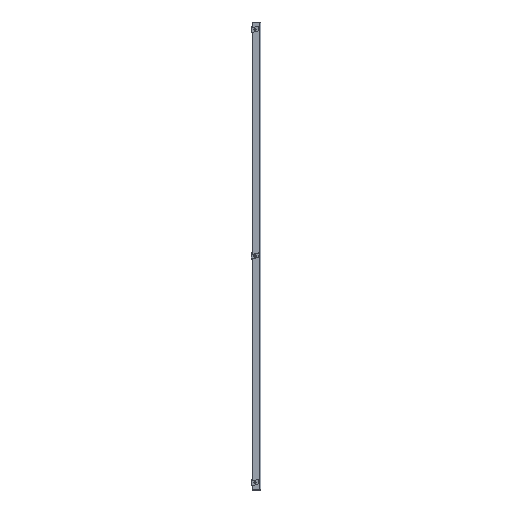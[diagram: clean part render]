
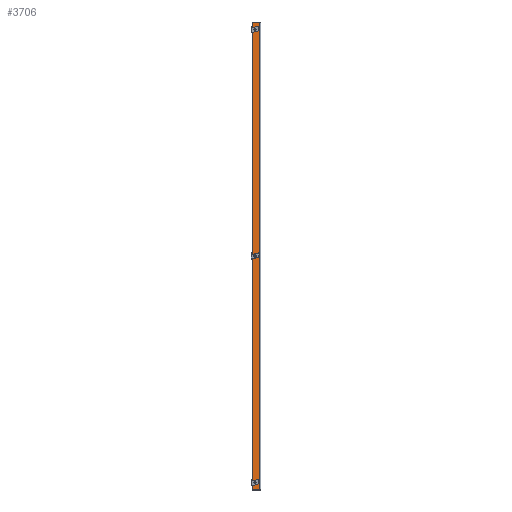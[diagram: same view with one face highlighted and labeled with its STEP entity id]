
A CAD part, left-side view. The second image highlights one B-rep face of the part: STEP entity #3706.
In plain terms, the highlighted planar face has unit normal (-1, 0, 0).
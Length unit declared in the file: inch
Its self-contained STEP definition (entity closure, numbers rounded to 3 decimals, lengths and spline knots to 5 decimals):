
#684 = PLANE ( 'NONE',  #2720 ) ;
#1001 = DIRECTION ( 'NONE',  ( 0., 1., 0. ) ) ;
#1252 = DIRECTION ( 'NONE',  ( 1., 0., 0. ) ) ;
#1638 = CIRCLE ( 'NONE', #14819, 0.2185 ) ;
#1706 = ORIENTED_EDGE ( 'NONE', *, *, #13655, .T. ) ;
#1870 = LINE ( 'NONE', #10264, #26584 ) ;
#2204 = LINE ( 'NONE', #10602, #14654 ) ;
#2644 = CIRCLE ( 'NONE', #19754, 0.2185 ) ;
#2720 = AXIS2_PLACEMENT_3D ( 'NONE', #19635, #19376, #13327 ) ;
#2891 = CARTESIAN_POINT ( 'NONE',  ( -20.84, 1., -38.125 ) ) ;
#3252 = CIRCLE ( 'NONE', #26055, 0.2185 ) ;
#3638 = ORIENTED_EDGE ( 'NONE', *, *, #16417, .F. ) ;
#3656 = EDGE_CURVE ( 'NONE', #12545, #12200, #26067, .T. ) ;
#3706 = ADVANCED_FACE ( 'NONE', ( #4679, #21430, #17445, #21698 ), #684, .T. ) ;
#3914 = VERTEX_POINT ( 'NONE', #11677 ) ;
#4009 = CIRCLE ( 'NONE', #7520, 0.2185 ) ;
#4679 = FACE_OUTER_BOUND ( 'NONE', #9822, .T. ) ;
#4715 = EDGE_CURVE ( 'NONE', #12716, #25548, #4009, .T. ) ;
#4720 = EDGE_CURVE ( 'NONE', #12545, #18973, #24712, .T. ) ;
#4842 = EDGE_CURVE ( 'NONE', #3914, #22348, #2644, .T. ) ;
#5114 = DIRECTION ( 'NONE',  ( 1., 0., 0. ) ) ;
#5154 = CIRCLE ( 'NONE', #9980, 0.2185 ) ;
#5458 = ORIENTED_EDGE ( 'NONE', *, *, #4720, .T. ) ;
#5916 = DIRECTION ( 'NONE',  ( 0., 0., -1. ) ) ;
#6344 = CIRCLE ( 'NONE', #10294, 0.2185 ) ;
#6804 = EDGE_LOOP ( 'NONE', ( #8277, #1706 ) ) ;
#7080 = ORIENTED_EDGE ( 'NONE', *, *, #4715, .T. ) ;
#7520 = AXIS2_PLACEMENT_3D ( 'NONE', #9914, #1252, #18281 ) ;
#8277 = ORIENTED_EDGE ( 'NONE', *, *, #4842, .T. ) ;
#9075 = DIRECTION ( 'NONE',  ( 0., -1., 0. ) ) ;
#9120 = VERTEX_POINT ( 'NONE', #12083 ) ;
#9321 = CARTESIAN_POINT ( 'NONE',  ( -20.84, 1.2185, 38.125 ) ) ;
#9450 = ORIENTED_EDGE ( 'NONE', *, *, #3656, .F. ) ;
#9822 = EDGE_LOOP ( 'NONE', ( #9450, #5458, #3638, #16976 ) ) ;
#9868 = EDGE_CURVE ( 'NONE', #25548, #12716, #3252, .T. ) ;
#9914 = CARTESIAN_POINT ( 'NONE',  ( -20.84, 1., 38.125 ) ) ;
#9980 = AXIS2_PLACEMENT_3D ( 'NONE', #24201, #13513, #1001 ) ;
#10264 = CARTESIAN_POINT ( 'NONE',  ( -20.84, 0.185, 39.375 ) ) ;
#10294 = AXIS2_PLACEMENT_3D ( 'NONE', #26210, #13730, #22094 ) ;
#10602 = CARTESIAN_POINT ( 'NONE',  ( -20.84, 0.125, -39.375 ) ) ;
#10680 = EDGE_LOOP ( 'NONE', ( #26934, #15493 ) ) ;
#10884 = DIRECTION ( 'NONE',  ( 0., 1., 0. ) ) ;
#11281 = DIRECTION ( 'NONE',  ( 0., 1., 0. ) ) ;
#11412 = DIRECTION ( 'NONE',  ( 1., 0., 0. ) ) ;
#11677 = CARTESIAN_POINT ( 'NONE',  ( -20.84, 1.2185, 0. ) ) ;
#12083 = CARTESIAN_POINT ( 'NONE',  ( -20.84, 0.185, -39.375 ) ) ;
#12200 = VERTEX_POINT ( 'NONE', #17461 ) ;
#12545 = VERTEX_POINT ( 'NONE', #12644 ) ;
#12644 = CARTESIAN_POINT ( 'NONE',  ( -20.84, 1.5, 39.375 ) ) ;
#12716 = VERTEX_POINT ( 'NONE', #9321 ) ;
#12916 = EDGE_CURVE ( 'NONE', #12200, #9120, #1870, .T. ) ;
#13327 = DIRECTION ( 'NONE',  ( 0., 1., 0. ) ) ;
#13513 = DIRECTION ( 'NONE',  ( 1., 0., 0. ) ) ;
#13655 = EDGE_CURVE ( 'NONE', #22348, #3914, #5154, .T. ) ;
#13730 = DIRECTION ( 'NONE',  ( 1., 0., 0. ) ) ;
#14160 = CARTESIAN_POINT ( 'NONE',  ( -20.84, 1.5, -39.375 ) ) ;
#14392 = CARTESIAN_POINT ( 'NONE',  ( -20.84, 1.5, -39.375 ) ) ;
#14654 = VECTOR ( 'NONE', #25263, 39.37008 ) ;
#14819 = AXIS2_PLACEMENT_3D ( 'NONE', #2891, #11412, #11281 ) ;
#15493 = ORIENTED_EDGE ( 'NONE', *, *, #24206, .T. ) ;
#15696 = CARTESIAN_POINT ( 'NONE',  ( -20.84, 0.7815, -38.125 ) ) ;
#16417 = EDGE_CURVE ( 'NONE', #9120, #18973, #2204, .T. ) ;
#16574 = EDGE_CURVE ( 'NONE', #23248, #22529, #6344, .T. ) ;
#16667 = VECTOR ( 'NONE', #5916, 39.37008 ) ;
#16976 = ORIENTED_EDGE ( 'NONE', *, *, #12916, .F. ) ;
#17005 = CARTESIAN_POINT ( 'NONE',  ( -20.84, 1.2185, -38.125 ) ) ;
#17182 = CARTESIAN_POINT ( 'NONE',  ( -20.84, 0.125, 39.375 ) ) ;
#17445 = FACE_BOUND ( 'NONE', #10680, .T. ) ;
#17461 = CARTESIAN_POINT ( 'NONE',  ( -20.84, 0.185, 39.375 ) ) ;
#18281 = DIRECTION ( 'NONE',  ( 0., 1., 0. ) ) ;
#18631 = DIRECTION ( 'NONE',  ( 0., 0., -1. ) ) ;
#18966 = CARTESIAN_POINT ( 'NONE',  ( -20.84, 1., 0. ) ) ;
#18973 = VERTEX_POINT ( 'NONE', #14392 ) ;
#19376 = DIRECTION ( 'NONE',  ( -1., 0., 0. ) ) ;
#19635 = CARTESIAN_POINT ( 'NONE',  ( -20.84, 0.1105, -39.375 ) ) ;
#19754 = AXIS2_PLACEMENT_3D ( 'NONE', #18966, #20888, #10884 ) ;
#20081 = DIRECTION ( 'NONE',  ( 0., 1., 0. ) ) ;
#20157 = ORIENTED_EDGE ( 'NONE', *, *, #9868, .T. ) ;
#20527 = EDGE_LOOP ( 'NONE', ( #7080, #20157 ) ) ;
#20888 = DIRECTION ( 'NONE',  ( 1., 0., 0. ) ) ;
#20923 = CARTESIAN_POINT ( 'NONE',  ( -20.84, 0.7815, 0. ) ) ;
#21430 = FACE_BOUND ( 'NONE', #6804, .T. ) ;
#21698 = FACE_BOUND ( 'NONE', #20527, .T. ) ;
#22094 = DIRECTION ( 'NONE',  ( 0., 1., 0. ) ) ;
#22134 = CARTESIAN_POINT ( 'NONE',  ( -20.84, 1., 38.125 ) ) ;
#22348 = VERTEX_POINT ( 'NONE', #20923 ) ;
#22529 = VERTEX_POINT ( 'NONE', #15696 ) ;
#23248 = VERTEX_POINT ( 'NONE', #17005 ) ;
#24201 = CARTESIAN_POINT ( 'NONE',  ( -20.84, 1., 0. ) ) ;
#24206 = EDGE_CURVE ( 'NONE', #22529, #23248, #1638, .T. ) ;
#24608 = VECTOR ( 'NONE', #9075, 39.37008 ) ;
#24712 = LINE ( 'NONE', #14160, #16667 ) ;
#24723 = CARTESIAN_POINT ( 'NONE',  ( -20.84, 0.7815, 38.125 ) ) ;
#25263 = DIRECTION ( 'NONE',  ( 0., 1., 0. ) ) ;
#25548 = VERTEX_POINT ( 'NONE', #24723 ) ;
#26055 = AXIS2_PLACEMENT_3D ( 'NONE', #22134, #5114, #20081 ) ;
#26067 = LINE ( 'NONE', #17182, #24608 ) ;
#26210 = CARTESIAN_POINT ( 'NONE',  ( -20.84, 1., -38.125 ) ) ;
#26584 = VECTOR ( 'NONE', #18631, 39.37008 ) ;
#26934 = ORIENTED_EDGE ( 'NONE', *, *, #16574, .T. ) ;
